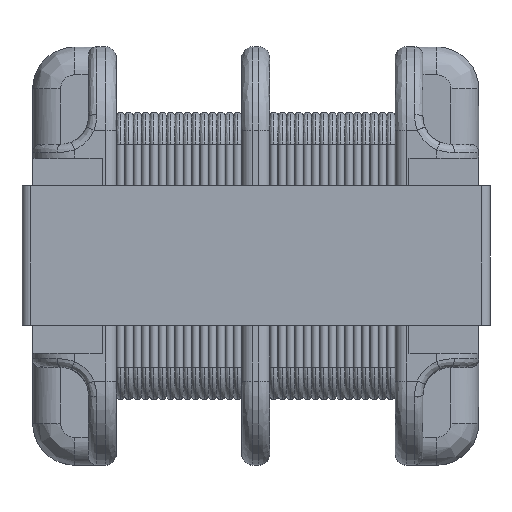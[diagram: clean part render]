
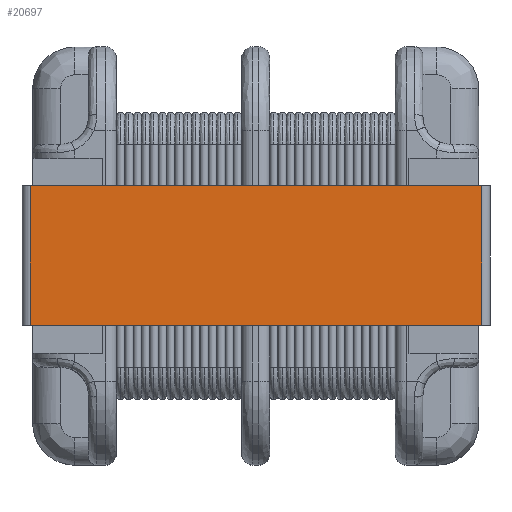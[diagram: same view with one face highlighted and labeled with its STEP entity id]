
A CAD part, top view. The second image highlights one B-rep face of the part: STEP entity #20697.
In plain terms, the highlighted face is planar.
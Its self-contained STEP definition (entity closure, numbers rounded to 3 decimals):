
#92 = LINE ( 'NONE', #5058, #11496 ) ;
#507 = CARTESIAN_POINT ( 'NONE',  ( -2.5, 5.2, 8.096 ) ) ;
#753 = AXIS2_PLACEMENT_3D ( 'NONE', #507, #14292, #2524 ) ;
#1973 = CARTESIAN_POINT ( 'NONE',  ( -2.5, 5.2, 8.096 ) ) ;
#2524 = DIRECTION ( 'NONE',  ( 0., 0., 1. ) ) ;
#2614 = VERTEX_POINT ( 'NONE', #8920 ) ;
#2675 = ORIENTED_EDGE ( 'NONE', *, *, #12654, .F. ) ;
#3350 = CARTESIAN_POINT ( 'NONE',  ( -2.5, 5.2, 8.096 ) ) ;
#3961 = EDGE_CURVE ( 'NONE', #2614, #16197, #6408, .T. ) ;
#4702 = LINE ( 'NONE', #3350, #11922 ) ;
#5058 = CARTESIAN_POINT ( 'NONE',  ( -2.5, 5.2, 8.096 ) ) ;
#5478 = PLANE ( 'NONE',  #753 ) ;
#6408 = LINE ( 'NONE', #9709, #15147 ) ;
#6510 = VERTEX_POINT ( 'NONE', #1973 ) ;
#6851 = DIRECTION ( 'NONE',  ( 0., 0., 1. ) ) ;
#8192 = EDGE_LOOP ( 'NONE', ( #10561, #16539, #18429, #2675 ) ) ;
#8920 = CARTESIAN_POINT ( 'NONE',  ( 2.5, 5.2, -8.096 ) ) ;
#9033 = DIRECTION ( 'NONE',  ( 0., 0., 1. ) ) ;
#9709 = CARTESIAN_POINT ( 'NONE',  ( -2.5, 5.2, -8.096 ) ) ;
#9998 = CARTESIAN_POINT ( 'NONE',  ( 2.5, 5.2, 8.096 ) ) ;
#10561 = ORIENTED_EDGE ( 'NONE', *, *, #3961, .T. ) ;
#10722 = FACE_OUTER_BOUND ( 'NONE', #8192, .T. ) ;
#11496 = VECTOR ( 'NONE', #6851, 1000. ) ;
#11738 = DIRECTION ( 'NONE',  ( 1., 0., 0. ) ) ;
#11922 = VECTOR ( 'NONE', #11738, 1000. ) ;
#12654 = EDGE_CURVE ( 'NONE', #2614, #20265, #13978, .T. ) ;
#13580 = EDGE_CURVE ( 'NONE', #16197, #6510, #92, .T. ) ;
#13978 = LINE ( 'NONE', #19172, #19400 ) ;
#14292 = DIRECTION ( 'NONE',  ( 0., 1., 0. ) ) ;
#15004 = DIRECTION ( 'NONE',  ( -1., 0., 0. ) ) ;
#15147 = VECTOR ( 'NONE', #15004, 1000. ) ;
#16197 = VERTEX_POINT ( 'NONE', #22206 ) ;
#16539 = ORIENTED_EDGE ( 'NONE', *, *, #13580, .T. ) ;
#18429 = ORIENTED_EDGE ( 'NONE', *, *, #19022, .T. ) ;
#19022 = EDGE_CURVE ( 'NONE', #6510, #20265, #4702, .T. ) ;
#19172 = CARTESIAN_POINT ( 'NONE',  ( 2.5, 5.2, 8.096 ) ) ;
#19400 = VECTOR ( 'NONE', #9033, 1000. ) ;
#20265 = VERTEX_POINT ( 'NONE', #9998 ) ;
#20697 = ADVANCED_FACE ( 'NONE', ( #10722 ), #5478, .T. ) ;
#22206 = CARTESIAN_POINT ( 'NONE',  ( -2.5, 5.2, -8.096 ) ) ;
